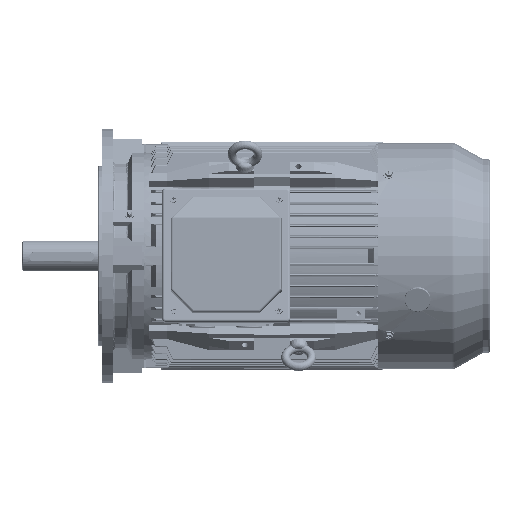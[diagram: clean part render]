
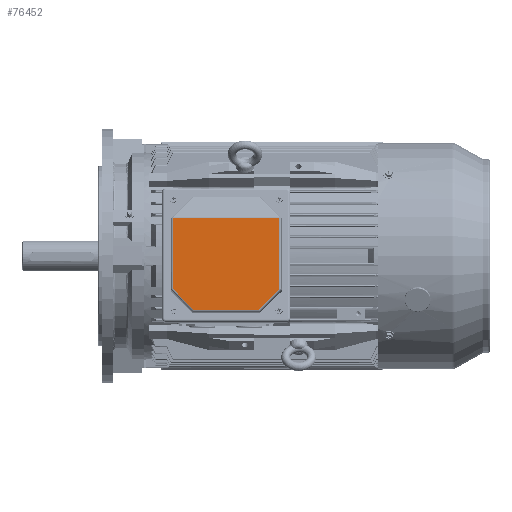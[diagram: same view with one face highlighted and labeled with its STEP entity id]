
A CAD part, top view. The second image highlights one B-rep face of the part: STEP entity #76452.
In plain terms, the highlighted face is planar.
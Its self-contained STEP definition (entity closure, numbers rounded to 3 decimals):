
#76407 = ORIENTED_EDGE ( 'NONE', *, *, #76409, .T. ) ;
#76409 = EDGE_CURVE ( 'NONE', #76411, #76412, #196934, .T. ) ;
#76411 = VERTEX_POINT ( 'NONE', #196930 ) ;
#76412 = VERTEX_POINT ( 'NONE', #196929 ) ;
#76413 = ORIENTED_EDGE ( 'NONE', *, *, #76415, .T. ) ;
#76415 = EDGE_CURVE ( 'NONE', #76412, #76416, #196928, .T. ) ;
#76416 = VERTEX_POINT ( 'NONE', #196924 ) ;
#76417 = ORIENTED_EDGE ( 'NONE', *, *, #76419, .T. ) ;
#76419 = EDGE_CURVE ( 'NONE', #76416, #76421, #196978, .T. ) ;
#76421 = VERTEX_POINT ( 'NONE', #196974 ) ;
#76424 = ORIENTED_EDGE ( 'NONE', *, *, #76426, .T. ) ;
#76426 = EDGE_CURVE ( 'NONE', #76421, #76427, #196973, .T. ) ;
#76427 = VERTEX_POINT ( 'NONE', #196969 ) ;
#76428 = ORIENTED_EDGE ( 'NONE', *, *, #76514, .T. ) ;
#76452 = ADVANCED_FACE ( 'NONE', ( #196985 ), #196984, .F. ) ;
#76455 = EDGE_LOOP ( 'NONE', ( #76407, #76413, #76417, #76424, #76428, #76523 ) ) ;
#76514 = EDGE_CURVE ( 'NONE', #76427, #76521, #197058, .T. ) ;
#76521 = VERTEX_POINT ( 'NONE', #197050 ) ;
#76523 = ORIENTED_EDGE ( 'NONE', *, *, #76524, .T. ) ;
#76524 = EDGE_CURVE ( 'NONE', #76521, #76411, #197049, .T. ) ;
#196924 = CARTESIAN_POINT ( 'NONE',  ( -45.825, 73.5, -33.922 ) ) ;
#196925 = DIRECTION ( 'NONE',  ( 0., 1., 0. ) ) ;
#196926 = VECTOR ( 'NONE', #196925, 1000. ) ;
#196927 = CARTESIAN_POINT ( 'NONE',  ( -45.825, 74.5, -33.922 ) ) ;
#196928 = LINE ( 'NONE', #196927, #196926 ) ;
#196929 = CARTESIAN_POINT ( 'NONE',  ( -45.825, -73.5, -33.922 ) ) ;
#196930 = CARTESIAN_POINT ( 'NONE',  ( 50.778, -73.5, -16.888 ) ) ;
#196931 = DIRECTION ( 'NONE',  ( -0.985, 0., -0.174 ) ) ;
#196932 = VECTOR ( 'NONE', #196931, 1000. ) ;
#196933 = CARTESIAN_POINT ( 'NONE',  ( 81.5, -73.5, -11.471 ) ) ;
#196934 = LINE ( 'NONE', #196933, #196932 ) ;
#196969 = CARTESIAN_POINT ( 'NONE',  ( 79.021, 45.257, -11.908 ) ) ;
#196970 = DIRECTION ( 'NONE',  ( 0.702, -0.702, 0.124 ) ) ;
#196971 = VECTOR ( 'NONE', #196970, 1000. ) ;
#196972 = CARTESIAN_POINT ( 'NONE',  ( 79.668, 44.611, -11.794 ) ) ;
#196973 = LINE ( 'NONE', #196972, #196971 ) ;
#196974 = CARTESIAN_POINT ( 'NONE',  ( 50.778, 73.5, -16.888 ) ) ;
#196975 = DIRECTION ( 'NONE',  ( 0.985, 0., 0.174 ) ) ;
#196976 = VECTOR ( 'NONE', #196975, 1000. ) ;
#196977 = CARTESIAN_POINT ( 'NONE',  ( 51.5, 73.5, -16.761 ) ) ;
#196978 = LINE ( 'NONE', #196977, #196976 ) ;
#196980 = DIRECTION ( 'NONE',  ( 0.985, 0., 0.174 ) ) ;
#196981 = DIRECTION ( 'NONE',  ( -0.174, 0., 0.985 ) ) ;
#196982 = CARTESIAN_POINT ( 'NONE',  ( 81.5, 76.5, -11.471 ) ) ;
#196983 = AXIS2_PLACEMENT_3D ( 'NONE', #196982, #196981, #196980 ) ;
#196984 = PLANE ( 'NONE',  #196983 ) ;
#196985 = FACE_OUTER_BOUND ( 'NONE', #76455, .T. ) ;
#197047 = VECTOR ( 'NONE', #197109, 1000. ) ;
#197048 = CARTESIAN_POINT ( 'NONE',  ( 49.668, -74.611, -17.084 ) ) ;
#197049 = LINE ( 'NONE', #197048, #197047 ) ;
#197050 = CARTESIAN_POINT ( 'NONE',  ( 79.021, -45.257, -11.908 ) ) ;
#197055 = DIRECTION ( 'NONE',  ( 0., -1., 0. ) ) ;
#197056 = VECTOR ( 'NONE', #197055, 1000. ) ;
#197057 = CARTESIAN_POINT ( 'NONE',  ( 79.021, 76.5, -11.908 ) ) ;
#197058 = LINE ( 'NONE', #197057, #197056 ) ;
#197109 = DIRECTION ( 'NONE',  ( -0.702, -0.702, -0.124 ) ) ;
